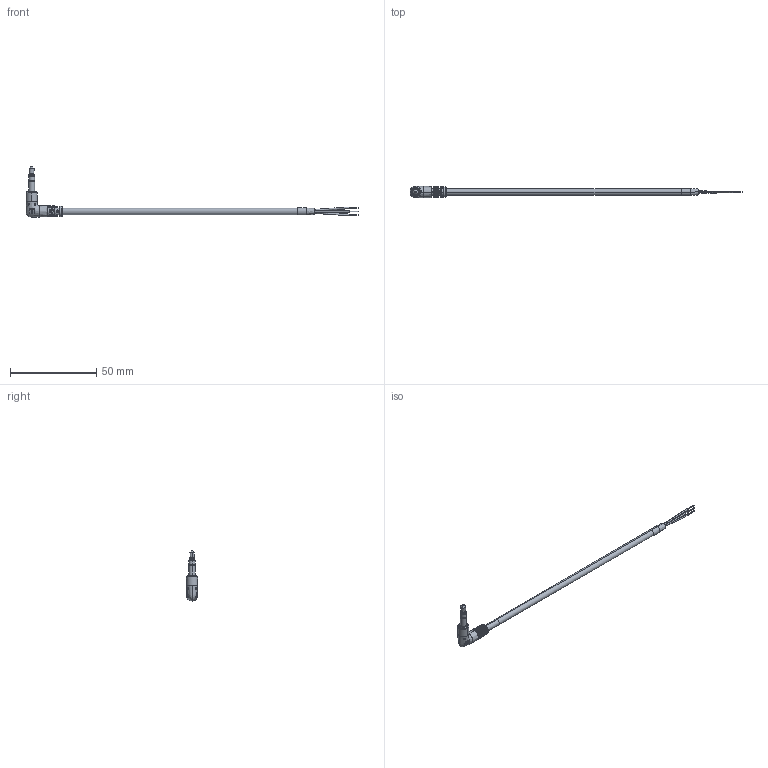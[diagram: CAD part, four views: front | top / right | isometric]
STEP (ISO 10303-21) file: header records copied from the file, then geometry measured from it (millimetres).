
FILE_DESCRIPTION (( 'STEP AP203' ), '1' );
FILE_NAME ('10-02143_revA2.STEP', '2017-05-22T16:36:35', ( '' ), ( '' ), 'SwSTEP 2.0', 'SolidWorks 2015', '' );
FILE_SCHEMA (( 'CONFIG_CONTROL_DESIGN' ));
Length unit declared in the file: millimetre
Products named in the file (4): 10-02143_revA2; 30-00177_s + t; 24-00085; 50-00396
Assembly tree (3 placements, depth 2):
  10-02143_revA2
    30-00177_s + t
    24-00085
    50-00396
Bounding box: 192.5 x 6.5 x 29 mm (x, y, z)
Volume: 2900.1 mm3; surface area: 15219.6 mm2
Topology: 93 solids, 93 shells, 799 faces, 1675 edges, 1056 vertices
Faces by surface type: cylinder 352, plane 249, bspline 154, torus 24, cone 20
Entity records: 28021 total; most frequent: CARTESIAN_POINT 11139, DIRECTION 3368, ORIENTED_EDGE 3286, EDGE_CURVE 1643, AXIS2_PLACEMENT_3D 1479, VERTEX_POINT 1056, EDGE_LOOP 951, CIRCLE 828
